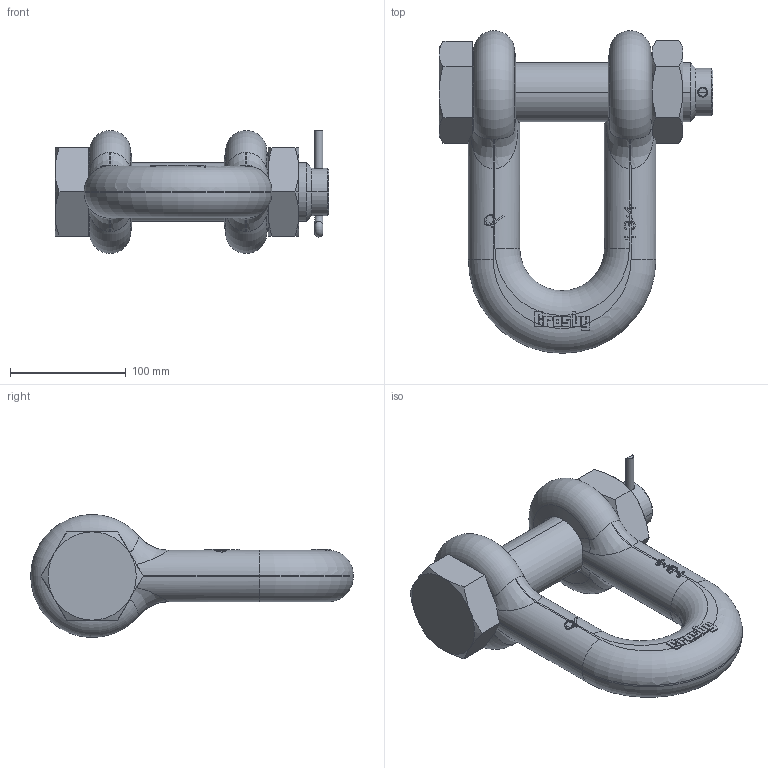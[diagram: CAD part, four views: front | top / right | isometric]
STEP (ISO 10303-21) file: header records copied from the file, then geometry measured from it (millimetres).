
FILE_DESCRIPTION((''),'2;1');
FILE_NAME('CROSBY_2150_175','2003-11-18T',('adoughty'),('The Crosby Group, Inc.'),'PRO/ENGINEER BY PARAMETRIC TECHNOLOGY CORPORATION, 2001150','PRO/ENGINEER BY PARAMETRIC TECHNOLOGY CORPORATION, 2001150','');
FILE_SCHEMA(('CONFIG_CONTROL_DESIGN'));
Length unit declared in the file: inch
Products named in the file (1): CROSBY_2150_175
Bounding box: 236.6 x 278.64 x 106.07 mm (x, y, z)
Volume: 1665679.8 mm3; surface area: 173670.6 mm2
Topology: 2 solids, 2 shells, 333 faces, 929 edges, 602 vertices
Faces by surface type: plane 189, cylinder 88, bspline 20, cone 18, torus 18
Entity records: 12467 total; most frequent: CARTESIAN_POINT 4398, ORIENTED_EDGE 1858, DIRECTION 1436, EDGE_CURVE 929, VERTEX_POINT 602, AXIS2_PLACEMENT_3D 499, VECTOR 438, LINE 438
